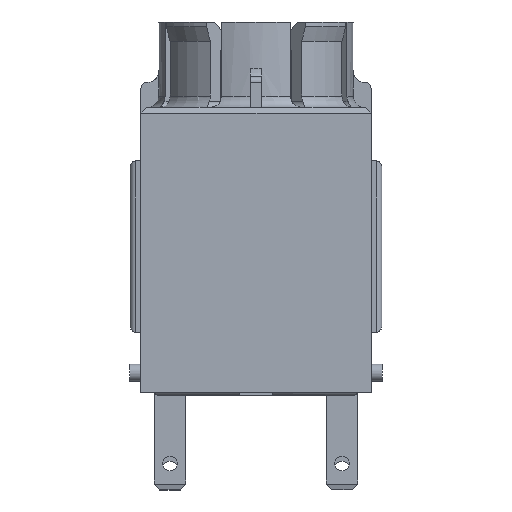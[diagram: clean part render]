
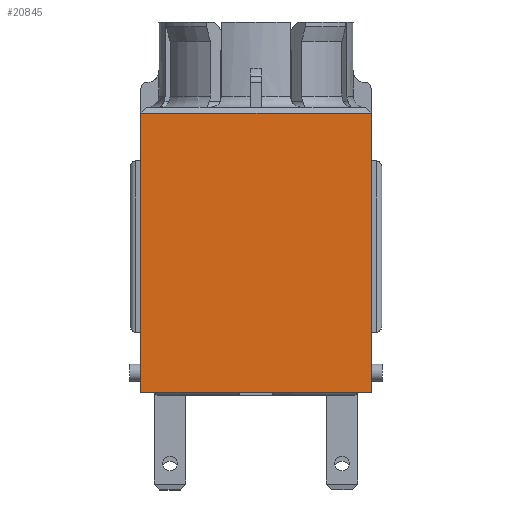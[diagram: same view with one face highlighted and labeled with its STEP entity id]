
A CAD part, left-side view. The second image highlights one B-rep face of the part: STEP entity #20845.
In plain terms, the highlighted planar face has unit normal (-1, 0, 0).
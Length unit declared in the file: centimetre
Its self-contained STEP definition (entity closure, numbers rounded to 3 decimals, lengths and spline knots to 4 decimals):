
#1554=FACE_OUTER_BOUND('',#2673,.T.);
#2673=EDGE_LOOP('',(#18833,#18834,#18835,#18836,#18837,#18838));
#5157=LINE('',#32755,#7817);
#5299=LINE('',#33911,#7959);
#5300=LINE('',#33912,#7960);
#5310=LINE('',#33941,#7970);
#5311=LINE('',#33943,#7971);
#5331=LINE('',#34049,#7991);
#7817=VECTOR('',#26587,2.02);
#7959=VECTOR('',#27105,2.281);
#7960=VECTOR('',#27106,0.169);
#7970=VECTOR('',#27134,0.169);
#7971=VECTOR('',#27135,2.281);
#7991=VECTOR('',#27209,2.02);
#9761=VERTEX_POINT('',#32749);
#9763=VERTEX_POINT('',#32753);
#9929=VERTEX_POINT('',#33894);
#9935=VERTEX_POINT('',#33909);
#9939=VERTEX_POINT('',#33922);
#9946=VERTEX_POINT('',#33942);
#12571=EDGE_CURVE('',#9761,#9763,#5157,.T.);
#12867=EDGE_CURVE('',#9929,#9935,#5299,.T.);
#12868=EDGE_CURVE('',#9763,#9929,#5300,.T.);
#12882=EDGE_CURVE('',#9761,#9939,#5310,.T.);
#12883=EDGE_CURVE('',#9939,#9946,#5311,.T.);
#12914=EDGE_CURVE('',#9946,#9935,#5331,.T.);
#18833=ORIENTED_EDGE('',*,*,#12914,.F.);
#18834=ORIENTED_EDGE('',*,*,#12883,.F.);
#18835=ORIENTED_EDGE('',*,*,#12882,.F.);
#18836=ORIENTED_EDGE('',*,*,#12571,.T.);
#18837=ORIENTED_EDGE('',*,*,#12868,.T.);
#18838=ORIENTED_EDGE('',*,*,#12867,.T.);
#19785=PLANE('',#22091);
#20845=ADVANCED_FACE('',(#1554),#19785,.T.);
#22091=AXIS2_PLACEMENT_3D('',#34057,#27222,#27223);
#26587=DIRECTION('',(0.,-1.,0.));
#27105=DIRECTION('',(0.,0.,1.));
#27106=DIRECTION('',(0.,0.,1.));
#27134=DIRECTION('',(0.,0.,1.));
#27135=DIRECTION('',(0.,0.,1.));
#27209=DIRECTION('',(0.,-1.,0.));
#27222=DIRECTION('center_axis',(-1.,0.,0.));
#27223=DIRECTION('ref_axis',(0.,0.,1.));
#32749=CARTESIAN_POINT('',(-1.11,1.01,-1.16));
#32753=CARTESIAN_POINT('',(-1.11,-1.01,-1.16));
#32755=CARTESIAN_POINT('',(-1.11,1.01,-1.16));
#33894=CARTESIAN_POINT('',(-1.11,-1.01,-0.991));
#33909=CARTESIAN_POINT('',(-1.11,-1.01,1.29));
#33911=CARTESIAN_POINT('',(-1.11,-1.01,1.19));
#33912=CARTESIAN_POINT('',(-1.11,-1.01,1.19));
#33922=CARTESIAN_POINT('',(-1.11,1.01,-0.991));
#33941=CARTESIAN_POINT('',(-1.11,1.01,1.19));
#33942=CARTESIAN_POINT('',(-1.11,1.01,1.29));
#33943=CARTESIAN_POINT('',(-1.11,1.01,1.19));
#34049=CARTESIAN_POINT('',(-1.11,0.505,1.29));
#34057=CARTESIAN_POINT('Origin',(-1.11,1.01,1.19));
